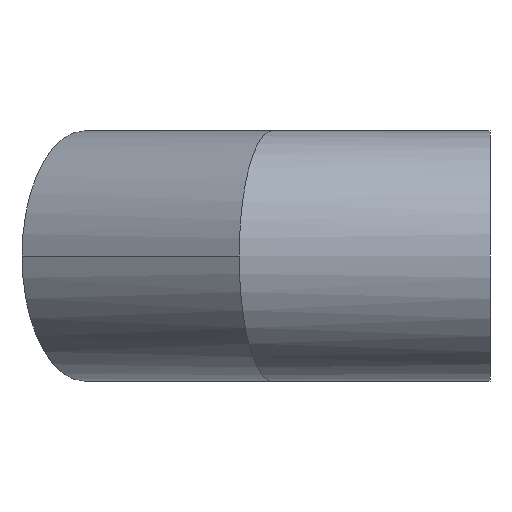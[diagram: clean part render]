
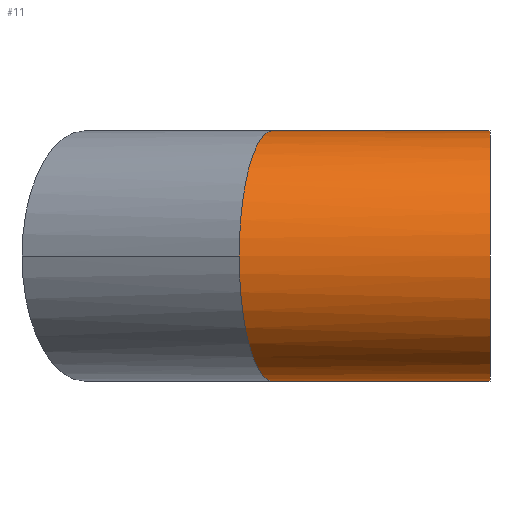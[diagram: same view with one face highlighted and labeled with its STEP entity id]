
A CAD part, left-side view. The second image highlights one B-rep face of the part: STEP entity #11.
In plain terms, the highlighted cylindrical face has radius 125 mm (diameter 250 mm), a partial arc.
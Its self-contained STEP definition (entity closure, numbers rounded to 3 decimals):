
#4 = CYLINDRICAL_SURFACE ( 'NONE', #229, 125. ) ;
#11 = ADVANCED_FACE ( 'NONE', ( #282 ), #4, .T. ) ;
#17 = CARTESIAN_POINT ( 'NONE',  ( -73.223, 236.659, -125. ) ) ;
#49 = CARTESIAN_POINT ( 'NONE',  ( 0., 217.039, -125. ) ) ;
#72 = EDGE_CURVE ( 'NONE', #166, #73, #300, .T. ) ;
#73 = VERTEX_POINT ( 'NONE', #287 ) ;
#82 = CARTESIAN_POINT ( 'NONE',  ( 0., 217.039, 125. ) ) ;
#83 = EDGE_CURVE ( 'NONE', #73, #214, #342, .T. ) ;
#85 = ORIENTED_EDGE ( 'NONE', *, *, #147, .F. ) ;
#91 = EDGE_LOOP ( 'NONE', ( #85, #222, #122, #167, #271 ) ) ;
#108 = VECTOR ( 'NONE', #259, 1000. ) ;
#114 = CARTESIAN_POINT ( 'NONE',  ( -125., 250.532, 73.223 ) ) ;
#122 = ORIENTED_EDGE ( 'NONE', *, *, #292, .T. ) ;
#124 = CARTESIAN_POINT ( 'NONE',  ( 0., 0., 125. ) ) ;
#138 = VERTEX_POINT ( 'NONE', #351 ) ;
#142 = CARTESIAN_POINT ( 'NONE',  ( 0., 217.039, 125. ) ) ;
#145 = DIRECTION ( 'NONE',  ( 0., 0., 1. ) ) ;
#147 = EDGE_CURVE ( 'NONE', #138, #214, #171, .T. ) ;
#161 = CIRCLE ( 'NONE', #378, 125. ) ;
#166 = VERTEX_POINT ( 'NONE', #142 ) ;
#167 = ORIENTED_EDGE ( 'NONE', *, *, #72, .T. ) ;
#171 = LINE ( 'NONE', #289, #108 ) ;
#177 = DIRECTION ( 'NONE',  ( 0., 1., 0. ) ) ;
#180 = EDGE_CURVE ( 'NONE', #138, #312, #161, .T. ) ;
#190 = CARTESIAN_POINT ( 'NONE',  ( 0., 0., 0. ) ) ;
#201 = CARTESIAN_POINT ( 'NONE',  ( -125., 250.532, -73.223 ) ) ;
#209 = VECTOR ( 'NONE', #177, 1000. ) ;
#214 = VERTEX_POINT ( 'NONE', #49 ) ;
#217 = CARTESIAN_POINT ( 'NONE',  ( 0., 0., 125. ) ) ;
#222 = ORIENTED_EDGE ( 'NONE', *, *, #180, .T. ) ;
#229 = AXIS2_PLACEMENT_3D ( 'NONE', #190, #369, #308 ) ;
#232 = CARTESIAN_POINT ( 'NONE',  ( -125., 250.532, 0. ) ) ;
#235 = CARTESIAN_POINT ( 'NONE',  ( 0., 217.039, -125. ) ) ;
#238 = LINE ( 'NONE', #124, #209 ) ;
#259 = DIRECTION ( 'NONE',  ( 0., 1., 0. ) ) ;
#271 = ORIENTED_EDGE ( 'NONE', *, *, #83, .T. ) ;
#282 = FACE_OUTER_BOUND ( 'NONE', #91, .T. ) ;
#287 = CARTESIAN_POINT ( 'NONE',  ( -125., 250.532, 0. ) ) ;
#289 = CARTESIAN_POINT ( 'NONE',  ( 0., 0., -125. ) ) ;
#290 = CARTESIAN_POINT ( 'NONE',  ( -125., 250.532, 0. ) ) ;
#292 = EDGE_CURVE ( 'NONE', #312, #166, #238, .T. ) ;
#300 =( BOUNDED_CURVE ( )  B_SPLINE_CURVE ( 3, ( #82, #375, #114, #232 ),
 .UNSPECIFIED., .F., .F. ) 
 B_SPLINE_CURVE_WITH_KNOTS ( ( 4, 4 ),
 ( 4.712, 6.283 ),
 .UNSPECIFIED. ) 
 CURVE ( )  GEOMETRIC_REPRESENTATION_ITEM ( )  RATIONAL_B_SPLINE_CURVE ( ( 1., 0.805, 0.805, 1. ) ) 
 REPRESENTATION_ITEM ( '' )  );
#308 = DIRECTION ( 'NONE',  ( 0., 0., 1. ) ) ;
#312 = VERTEX_POINT ( 'NONE', #217 ) ;
#314 = DIRECTION ( 'NONE',  ( 0., 1., 0. ) ) ;
#342 =( BOUNDED_CURVE ( )  B_SPLINE_CURVE ( 3, ( #290, #201, #17, #235 ),
 .UNSPECIFIED., .F., .F. ) 
 B_SPLINE_CURVE_WITH_KNOTS ( ( 4, 4 ),
 ( 0., 1.571 ),
 .UNSPECIFIED. ) 
 CURVE ( )  GEOMETRIC_REPRESENTATION_ITEM ( )  RATIONAL_B_SPLINE_CURVE ( ( 1., 0.805, 0.805, 1. ) ) 
 REPRESENTATION_ITEM ( '' )  );
#346 = CARTESIAN_POINT ( 'NONE',  ( 0., 0., 0. ) ) ;
#351 = CARTESIAN_POINT ( 'NONE',  ( 0., 0., -125. ) ) ;
#369 = DIRECTION ( 'NONE',  ( 0., 1., 0. ) ) ;
#375 = CARTESIAN_POINT ( 'NONE',  ( -73.223, 236.659, 125. ) ) ;
#378 = AXIS2_PLACEMENT_3D ( 'NONE', #346, #314, #145 ) ;
